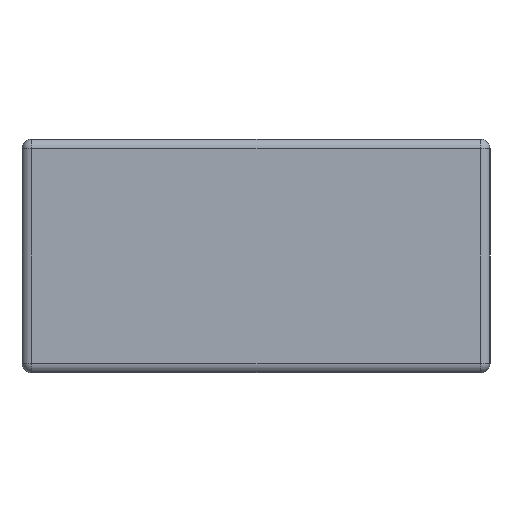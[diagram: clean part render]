
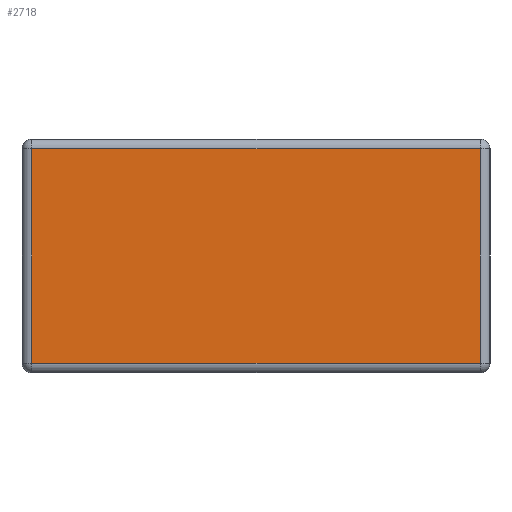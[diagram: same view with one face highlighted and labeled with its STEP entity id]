
A CAD part, left-side view. The second image highlights one B-rep face of the part: STEP entity #2718.
In plain terms, the highlighted planar face has unit normal (-1, 0, 0).
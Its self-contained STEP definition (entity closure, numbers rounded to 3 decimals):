
#282=LINE('',#4891,#436);
#285=LINE('',#4907,#439);
#286=LINE('',#4910,#440);
#287=LINE('',#4913,#441);
#436=VECTOR('',#4076,10.);
#439=VECTOR('',#4101,10.);
#440=VECTOR('',#4106,10.);
#441=VECTOR('',#4111,10.);
#468=PLANE('',#3142);
#634=FACE_OUTER_BOUND('',#830,.T.);
#830=EDGE_LOOP('',(#2499,#2500,#2501,#2502));
#1302=VERTEX_POINT('',#4862);
#1305=VERTEX_POINT('',#4880);
#1306=VERTEX_POINT('',#4887);
#1308=VERTEX_POINT('',#4902);
#1694=EDGE_CURVE('',#1302,#1306,#282,.T.);
#1703=EDGE_CURVE('',#1308,#1305,#285,.T.);
#1704=EDGE_CURVE('',#1306,#1308,#286,.T.);
#1705=EDGE_CURVE('',#1305,#1302,#287,.T.);
#2499=ORIENTED_EDGE('',*,*,#1703,.F.);
#2500=ORIENTED_EDGE('',*,*,#1704,.F.);
#2501=ORIENTED_EDGE('',*,*,#1694,.F.);
#2502=ORIENTED_EDGE('',*,*,#1705,.F.);
#2718=ADVANCED_FACE('',(#634),#468,.T.);
#3142=AXIS2_PLACEMENT_3D('',#4917,#4117,#4118);
#4076=DIRECTION('',(0.,1.,0.));
#4101=DIRECTION('',(0.,-1.,0.));
#4106=DIRECTION('',(0.,0.,1.));
#4111=DIRECTION('',(0.,0.,-1.));
#4117=DIRECTION('center_axis',(-1.,0.,0.));
#4118=DIRECTION('ref_axis',(0.,0.,1.));
#4862=CARTESIAN_POINT('',(0.,0.25,0.25));
#4880=CARTESIAN_POINT('',(0.,0.25,5.75));
#4887=CARTESIAN_POINT('',(0.,11.75,0.25));
#4891=CARTESIAN_POINT('',(0.,0.,0.25));
#4902=CARTESIAN_POINT('',(0.,11.75,5.75));
#4907=CARTESIAN_POINT('',(0.,0.,5.75));
#4910=CARTESIAN_POINT('',(0.,11.75,1.5));
#4913=CARTESIAN_POINT('',(0.,0.25,1.5));
#4917=CARTESIAN_POINT('Origin',(0.,0.,0.));
